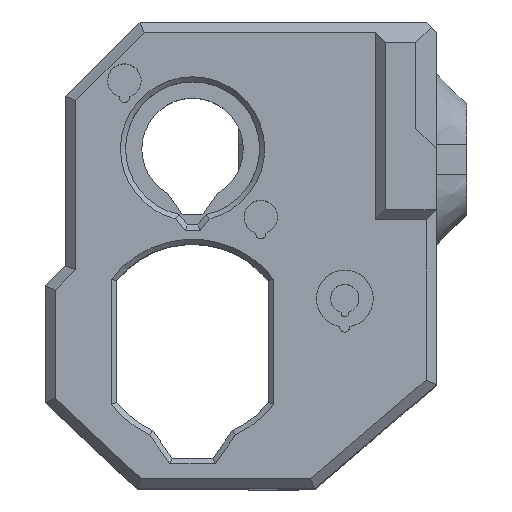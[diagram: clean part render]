
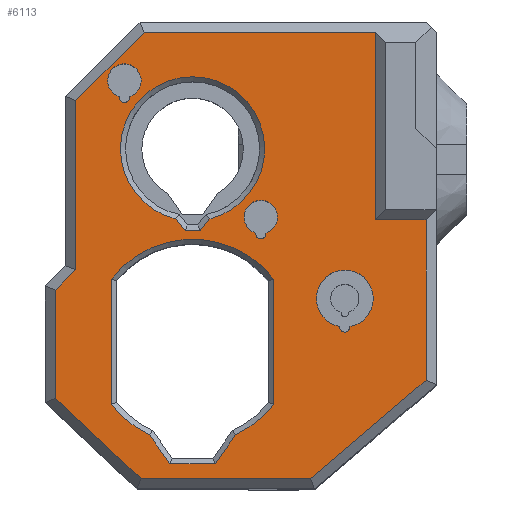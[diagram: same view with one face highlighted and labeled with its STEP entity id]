
A CAD part, top view. The second image highlights one B-rep face of the part: STEP entity #6113.
In plain terms, the highlighted planar face has unit normal (0, 0, 1).
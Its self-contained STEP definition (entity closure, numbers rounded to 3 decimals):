
#74=FACE_BOUND('',#1031,.T.);
#75=FACE_BOUND('',#1032,.T.);
#76=FACE_BOUND('',#1033,.T.);
#77=FACE_BOUND('',#1034,.T.);
#78=FACE_BOUND('',#1035,.T.);
#286=CIRCLE('',#6522,1.65);
#289=CIRCLE('',#6528,1.65);
#291=CIRCLE('',#6532,0.5);
#292=CIRCLE('',#6535,0.5);
#316=CIRCLE('',#6593,0.5);
#318=CIRCLE('',#6596,2.8);
#323=CIRCLE('',#6609,7.1);
#325=CIRCLE('',#6615,10.1);
#326=CIRCLE('',#6616,10.1);
#327=CIRCLE('',#6617,10.1);
#661=FACE_OUTER_BOUND('',#1030,.T.);
#1030=EDGE_LOOP('',(#4693,#4694,#4695,#4696,#4697,#4698,#4699,#4700,#4701,
#4702,#4703));
#1031=EDGE_LOOP('',(#4704,#4705));
#1032=EDGE_LOOP('',(#4706,#4707));
#1033=EDGE_LOOP('',(#4708,#4709));
#1034=EDGE_LOOP('',(#4710,#4711,#4712,#4713,#4714,#4715,#4716,#4717));
#1035=EDGE_LOOP('',(#4718,#4719,#4720,#4721));
#1536=LINE('',#9763,#2128);
#1540=LINE('',#9771,#2132);
#1543=LINE('',#9789,#2135);
#1549=LINE('',#9803,#2141);
#1550=LINE('',#9805,#2142);
#1551=LINE('',#9807,#2143);
#1552=LINE('',#9809,#2144);
#1553=LINE('',#9811,#2145);
#1554=LINE('',#9813,#2146);
#1555=LINE('',#9815,#2147);
#1556=LINE('',#9817,#2148);
#1557=LINE('',#9819,#2149);
#1558=LINE('',#9821,#2150);
#1559=LINE('',#9822,#2151);
#1560=LINE('',#9825,#2152);
#1561=LINE('',#9829,#2153);
#1562=LINE('',#9833,#2154);
#1563=LINE('',#9835,#2155);
#1564=LINE('',#9837,#2156);
#2128=VECTOR('',#7687,10.);
#2132=VECTOR('',#7693,10.);
#2135=VECTOR('',#7704,10.);
#2141=VECTOR('',#7716,10.);
#2142=VECTOR('',#7717,10.);
#2143=VECTOR('',#7718,10.);
#2144=VECTOR('',#7719,10.);
#2145=VECTOR('',#7720,10.);
#2146=VECTOR('',#7721,10.);
#2147=VECTOR('',#7722,10.);
#2148=VECTOR('',#7723,10.);
#2149=VECTOR('',#7724,10.);
#2150=VECTOR('',#7725,10.);
#2151=VECTOR('',#7726,10.);
#2152=VECTOR('',#7727,10.);
#2153=VECTOR('',#7730,10.);
#2154=VECTOR('',#7733,10.);
#2155=VECTOR('',#7734,10.);
#2156=VECTOR('',#7735,10.);
#2729=VERTEX_POINT('',#9400);
#2730=VERTEX_POINT('',#9402);
#2733=VERTEX_POINT('',#9414);
#2734=VERTEX_POINT('',#9416);
#2765=VERTEX_POINT('',#9740);
#2766=VERTEX_POINT('',#9741);
#2769=VERTEX_POINT('',#9761);
#2770=VERTEX_POINT('',#9762);
#2773=VERTEX_POINT('',#9770);
#2775=VERTEX_POINT('',#9779);
#2780=VERTEX_POINT('',#9801);
#2781=VERTEX_POINT('',#9802);
#2782=VERTEX_POINT('',#9804);
#2783=VERTEX_POINT('',#9806);
#2784=VERTEX_POINT('',#9808);
#2785=VERTEX_POINT('',#9810);
#2786=VERTEX_POINT('',#9812);
#2787=VERTEX_POINT('',#9814);
#2788=VERTEX_POINT('',#9816);
#2789=VERTEX_POINT('',#9818);
#2790=VERTEX_POINT('',#9820);
#2791=VERTEX_POINT('',#9823);
#2792=VERTEX_POINT('',#9824);
#2793=VERTEX_POINT('',#9826);
#2794=VERTEX_POINT('',#9828);
#2795=VERTEX_POINT('',#9830);
#2796=VERTEX_POINT('',#9832);
#2797=VERTEX_POINT('',#9834);
#2798=VERTEX_POINT('',#9836);
#3391=EDGE_CURVE('',#2730,#2729,#286,.T.);
#3398=EDGE_CURVE('',#2734,#2733,#289,.T.);
#3401=EDGE_CURVE('',#2729,#2730,#291,.T.);
#3402=EDGE_CURVE('',#2733,#2734,#292,.T.);
#3468=EDGE_CURVE('',#2765,#2766,#316,.T.);
#3472=EDGE_CURVE('',#2766,#2765,#318,.T.);
#3478=EDGE_CURVE('',#2769,#2770,#1536,.T.);
#3482=EDGE_CURVE('',#2770,#2773,#1540,.T.);
#3485=EDGE_CURVE('',#2773,#2775,#323,.T.);
#3489=EDGE_CURVE('',#2775,#2769,#1543,.T.);
#3495=EDGE_CURVE('',#2780,#2781,#1549,.T.);
#3496=EDGE_CURVE('',#2782,#2780,#1550,.T.);
#3497=EDGE_CURVE('',#2783,#2782,#1551,.T.);
#3498=EDGE_CURVE('',#2784,#2783,#1552,.T.);
#3499=EDGE_CURVE('',#2785,#2784,#1553,.T.);
#3500=EDGE_CURVE('',#2786,#2785,#1554,.T.);
#3501=EDGE_CURVE('',#2787,#2786,#1555,.T.);
#3502=EDGE_CURVE('',#2788,#2787,#1556,.T.);
#3503=EDGE_CURVE('',#2789,#2788,#1557,.T.);
#3504=EDGE_CURVE('',#2790,#2789,#1558,.T.);
#3505=EDGE_CURVE('',#2790,#2781,#1559,.T.);
#3506=EDGE_CURVE('',#2791,#2792,#1560,.T.);
#3507=EDGE_CURVE('',#2793,#2791,#325,.T.);
#3508=EDGE_CURVE('',#2794,#2793,#1561,.T.);
#3509=EDGE_CURVE('',#2795,#2794,#326,.T.);
#3510=EDGE_CURVE('',#2796,#2795,#1562,.T.);
#3511=EDGE_CURVE('',#2797,#2796,#1563,.T.);
#3512=EDGE_CURVE('',#2798,#2797,#1564,.T.);
#3513=EDGE_CURVE('',#2792,#2798,#327,.T.);
#4693=ORIENTED_EDGE('',*,*,#3495,.F.);
#4694=ORIENTED_EDGE('',*,*,#3496,.F.);
#4695=ORIENTED_EDGE('',*,*,#3497,.F.);
#4696=ORIENTED_EDGE('',*,*,#3498,.F.);
#4697=ORIENTED_EDGE('',*,*,#3499,.F.);
#4698=ORIENTED_EDGE('',*,*,#3500,.F.);
#4699=ORIENTED_EDGE('',*,*,#3501,.F.);
#4700=ORIENTED_EDGE('',*,*,#3502,.F.);
#4701=ORIENTED_EDGE('',*,*,#3503,.F.);
#4702=ORIENTED_EDGE('',*,*,#3504,.F.);
#4703=ORIENTED_EDGE('',*,*,#3505,.T.);
#4704=ORIENTED_EDGE('',*,*,#3401,.T.);
#4705=ORIENTED_EDGE('',*,*,#3391,.T.);
#4706=ORIENTED_EDGE('',*,*,#3402,.T.);
#4707=ORIENTED_EDGE('',*,*,#3398,.T.);
#4708=ORIENTED_EDGE('',*,*,#3468,.T.);
#4709=ORIENTED_EDGE('',*,*,#3472,.T.);
#4710=ORIENTED_EDGE('',*,*,#3506,.F.);
#4711=ORIENTED_EDGE('',*,*,#3507,.F.);
#4712=ORIENTED_EDGE('',*,*,#3508,.F.);
#4713=ORIENTED_EDGE('',*,*,#3509,.F.);
#4714=ORIENTED_EDGE('',*,*,#3510,.F.);
#4715=ORIENTED_EDGE('',*,*,#3511,.F.);
#4716=ORIENTED_EDGE('',*,*,#3512,.F.);
#4717=ORIENTED_EDGE('',*,*,#3513,.F.);
#4718=ORIENTED_EDGE('',*,*,#3485,.F.);
#4719=ORIENTED_EDGE('',*,*,#3482,.F.);
#4720=ORIENTED_EDGE('',*,*,#3478,.F.);
#4721=ORIENTED_EDGE('',*,*,#3489,.F.);
#5839=PLANE('',#6614);
#6113=ADVANCED_FACE('',(#661,#74,#75,#76,#77,#78),#5839,.T.);
#6522=AXIS2_PLACEMENT_3D('',#9403,#7483,#7484);
#6528=AXIS2_PLACEMENT_3D('',#9417,#7499,#7500);
#6532=AXIS2_PLACEMENT_3D('',#9422,#7508,#7509);
#6535=AXIS2_PLACEMENT_3D('',#9425,#7514,#7515);
#6593=AXIS2_PLACEMENT_3D('',#9742,#7656,#7657);
#6596=AXIS2_PLACEMENT_3D('',#9749,#7664,#7665);
#6609=AXIS2_PLACEMENT_3D('',#9780,#7697,#7698);
#6614=AXIS2_PLACEMENT_3D('',#9800,#7714,#7715);
#6615=AXIS2_PLACEMENT_3D('',#9827,#7728,#7729);
#6616=AXIS2_PLACEMENT_3D('',#9831,#7731,#7732);
#6617=AXIS2_PLACEMENT_3D('',#9838,#7736,#7737);
#7483=DIRECTION('center_axis',(0.,0.,-1.));
#7484=DIRECTION('ref_axis',(1.,0.,0.));
#7499=DIRECTION('center_axis',(0.,0.,-1.));
#7500=DIRECTION('ref_axis',(1.,0.,0.));
#7508=DIRECTION('center_axis',(0.,0.,-1.));
#7509=DIRECTION('ref_axis',(1.,0.,0.));
#7514=DIRECTION('center_axis',(0.,0.,-1.));
#7515=DIRECTION('ref_axis',(1.,0.,0.));
#7656=DIRECTION('center_axis',(0.,0.,-1.));
#7657=DIRECTION('ref_axis',(1.,0.,0.));
#7664=DIRECTION('center_axis',(0.,0.,-1.));
#7665=DIRECTION('ref_axis',(1.,0.,0.));
#7687=DIRECTION('',(1.,0.,0.));
#7693=DIRECTION('',(0.625,0.781,0.));
#7697=DIRECTION('center_axis',(0.,0.,1.));
#7698=DIRECTION('ref_axis',(1.,0.,0.));
#7704=DIRECTION('',(0.625,-0.781,0.));
#7714=DIRECTION('center_axis',(0.,0.,1.));
#7715=DIRECTION('ref_axis',(1.,0.,0.));
#7716=DIRECTION('',(0.,-1.,0.));
#7717=DIRECTION('',(1.,0.,0.));
#7718=DIRECTION('',(0.707,0.707,0.));
#7719=DIRECTION('',(0.,1.,0.));
#7720=DIRECTION('',(0.707,0.707,0.));
#7721=DIRECTION('',(0.,1.,0.));
#7722=DIRECTION('',(-0.728,0.685,0.));
#7723=DIRECTION('',(-1.,0.,0.));
#7724=DIRECTION('',(-0.76,-0.649,0.));
#7725=DIRECTION('',(0.,-1.,0.));
#7726=DIRECTION('',(-1.,0.,0.));
#7727=DIRECTION('',(0.,-1.,0.));
#7728=DIRECTION('center_axis',(0.,0.,1.));
#7729=DIRECTION('ref_axis',(-1.,0.,0.));
#7730=DIRECTION('',(0.,1.,0.));
#7731=DIRECTION('center_axis',(0.,0.,1.));
#7732=DIRECTION('ref_axis',(1.,0.,0.));
#7733=DIRECTION('',(0.574,0.819,0.));
#7734=DIRECTION('',(1.,0.,0.));
#7735=DIRECTION('',(0.574,-0.819,0.));
#7736=DIRECTION('center_axis',(0.,0.,1.));
#7737=DIRECTION('ref_axis',(-1.,0.,0.));
#9400=CARTESIAN_POINT('',(7.212,10.708,0.));
#9402=CARTESIAN_POINT('',(6.223,10.708,0.));
#9403=CARTESIAN_POINT('Origin',(6.718,12.282,0.));
#9414=CARTESIAN_POINT('',(-6.223,24.143,0.));
#9416=CARTESIAN_POINT('',(-7.212,24.143,0.));
#9417=CARTESIAN_POINT('Origin',(-6.718,25.718,0.));
#9422=CARTESIAN_POINT('Origin',(6.718,10.632,0.));
#9425=CARTESIAN_POINT('Origin',(-6.718,24.068,0.));
#9740=CARTESIAN_POINT('',(15.498,1.495,0.));
#9741=CARTESIAN_POINT('',(14.502,1.495,0.));
#9742=CARTESIAN_POINT('Origin',(15.,1.45,0.));
#9749=CARTESIAN_POINT('Origin',(15.,4.25,0.));
#9761=CARTESIAN_POINT('',(-0.74,11.,0.));
#9762=CARTESIAN_POINT('',(0.74,11.,0.));
#9763=CARTESIAN_POINT('',(2.625,11.,0.));
#9770=CARTESIAN_POINT('',(1.608,12.084,0.));
#9771=CARTESIAN_POINT('',(1.402,11.827,0.));
#9779=CARTESIAN_POINT('',(-1.608,12.084,0.));
#9780=CARTESIAN_POINT('Origin',(0.,19.,0.));
#9789=CARTESIAN_POINT('',(0.866,8.993,0.));
#9800=CARTESIAN_POINT('Origin',(4.75,8.5,0.));
#9801=CARTESIAN_POINT('',(18.,30.5,0.));
#9802=CARTESIAN_POINT('',(18.,12.,0.));
#9803=CARTESIAN_POINT('',(18.,20.,0.));
#9804=CARTESIAN_POINT('',(-4.763,30.5,0.));
#9805=CARTESIAN_POINT('',(6.456,30.5,0.));
#9806=CARTESIAN_POINT('',(-11.5,23.763,0.));
#9807=CARTESIAN_POINT('',(-11.4,23.864,0.));
#9808=CARTESIAN_POINT('',(-11.5,7.086,0.));
#9809=CARTESIAN_POINT('',(-11.5,7.924,0.));
#9810=CARTESIAN_POINT('',(-13.5,5.086,0.));
#9811=CARTESIAN_POINT('',(-8.23,10.355,0.));
#9812=CARTESIAN_POINT('',(-13.5,-5.568,0.));
#9813=CARTESIAN_POINT('',(-13.5,1.25,0.));
#9814=CARTESIAN_POINT('',(-5.072,-13.5,0.));
#9815=CARTESIAN_POINT('',(-7.813,-10.92,0.));
#9816=CARTESIAN_POINT('',(11.631,-13.5,0.));
#9817=CARTESIAN_POINT('',(8.375,-13.5,0.));
#9818=CARTESIAN_POINT('',(23.,-3.789,0.));
#9819=CARTESIAN_POINT('',(20.934,-5.554,0.));
#9820=CARTESIAN_POINT('',(23.,12.,0.));
#9821=CARTESIAN_POINT('',(23.,20.,0.));
#9822=CARTESIAN_POINT('',(11.875,12.,0.));
#9823=CARTESIAN_POINT('',(-8.,6.165,0.));
#9824=CARTESIAN_POINT('',(-8.,-6.165,0.));
#9825=CARTESIAN_POINT('',(-8.,7.165,0.));
#9826=CARTESIAN_POINT('',(8.,6.165,0.));
#9827=CARTESIAN_POINT('Origin',(0.,0.,0.));
#9828=CARTESIAN_POINT('',(8.,-6.165,0.));
#9829=CARTESIAN_POINT('',(8.,1.254,0.));
#9830=CARTESIAN_POINT('',(4.246,-9.164,0.));
#9831=CARTESIAN_POINT('Origin',(0.,0.,0.));
#9832=CARTESIAN_POINT('',(2.26,-12.,0.));
#9833=CARTESIAN_POINT('',(7.56,-4.431,0.));
#9834=CARTESIAN_POINT('',(-2.26,-12.,0.));
#9835=CARTESIAN_POINT('',(1.375,-12.,0.));
#9836=CARTESIAN_POINT('',(-4.246,-9.164,0.));
#9837=CARTESIAN_POINT('',(-7.012,-5.214,0.));
#9838=CARTESIAN_POINT('Origin',(0.,0.,0.));
